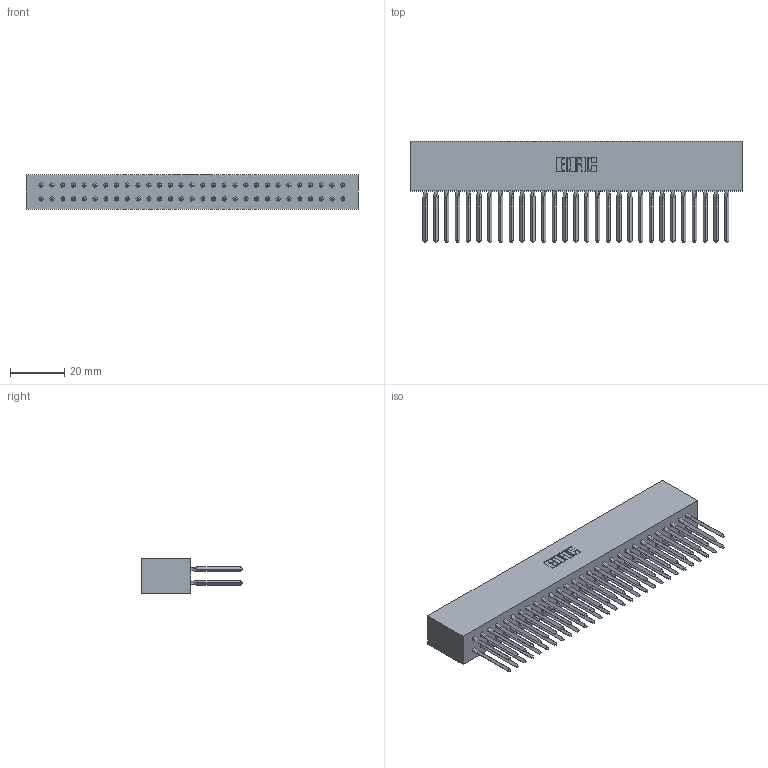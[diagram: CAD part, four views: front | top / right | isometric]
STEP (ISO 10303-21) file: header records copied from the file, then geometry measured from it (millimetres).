
FILE_DESCRIPTION (( 'STEP AP203' ), '1' );
FILE_NAME ('317-058-542-801.STEP', '2020-02-28T04:39:55', ( '' ), ( '' ), 'SwSTEP 2.0', 'SolidWorks 2016', '' );
FILE_SCHEMA (( 'CONFIG_CONTROL_DESIGN' ));
Length unit declared in the file: inch
Products named in the file (3): 317 Part_Lugless; 317-058-542-801; 317-290-003_542
Assembly tree (59 placements, depth 2):
  317-058-542-801
    317 Part_Lugless
    317-290-003_542  x58
Bounding box: 122.12 x 37.34 x 12.7 mm (x, y, z)
Volume: 21316.7 mm3; surface area: 29402.4 mm2
Topology: 59 solids, 59 shells, 3396 faces, 9519 edges, 6074 vertices
Faces by surface type: plane 2718, cylinder 446, bspline 232
Entity records: 42341 total; most frequent: CARTESIAN_POINT 7633, ORIENTED_EDGE 7296, DIRECTION 6152, EDGE_CURVE 3648, LINE 3486, VECTOR 3486, VERTEX_POINT 2426, AXIS2_PLACEMENT_3D 1333
